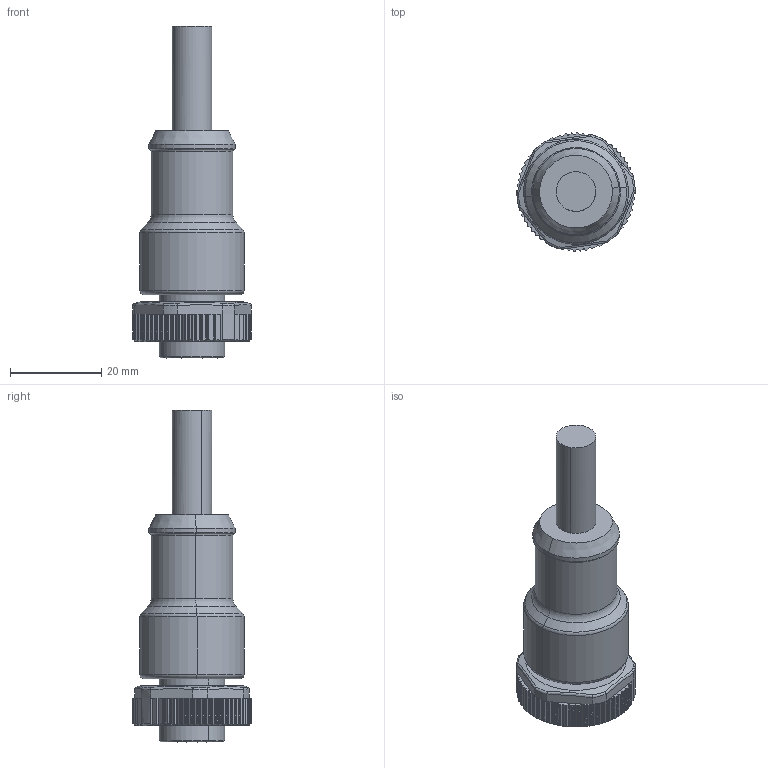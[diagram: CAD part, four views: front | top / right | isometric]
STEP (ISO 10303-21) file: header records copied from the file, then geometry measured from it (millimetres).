
FILE_DESCRIPTION(('CATIA V5 STEP Exchange','CAx-IF Rec.Pracs.--- Model Styling and Organization---1.5--- 2016-08-15','CAx-IF Rec.Pracs.---Supplemental Geometry---1.0---2011-11-01','CAx-IF Rec.Pracs.--- Composite Materials ---1.1---2010-07-15'),'2;1');
FILE_NAME ('357594-2_0', '2025-07-07T13:24:33+00:00', ('none'), ('Weidmueller'), 'CATIA Version 5-6 Release 2022 SP4 HF5', 'CATIA V5 STEP AP214 v3', 'none');
FILE_SCHEMA(('AUTOMOTIVE_DESIGN { 1 0 10303 214 1 1 1 1 }'));
Length unit declared in the file: millimetre
Products named in the file (1): 1292190000
Bounding box: 26 x 25.99 x 72.9 mm (x, y, z)
Volume: 17069.9 mm3; surface area: 6412.8 mm2
Topology: 1 solids, 1 shells, 603 faces, 1520 edges, 941 vertices
Faces by surface type: cylinder 306, plane 217, torus 42, cone 32, bspline 6
Entity records: 18742 total; most frequent: CARTESIAN_POINT 5110, ORIENTED_EDGE 3040, DIRECTION 2322, EDGE_CURVE 1520, AXIS2_PLACEMENT_3D 1014, VERTEX_POINT 941, VECTOR 722, LINE 722
